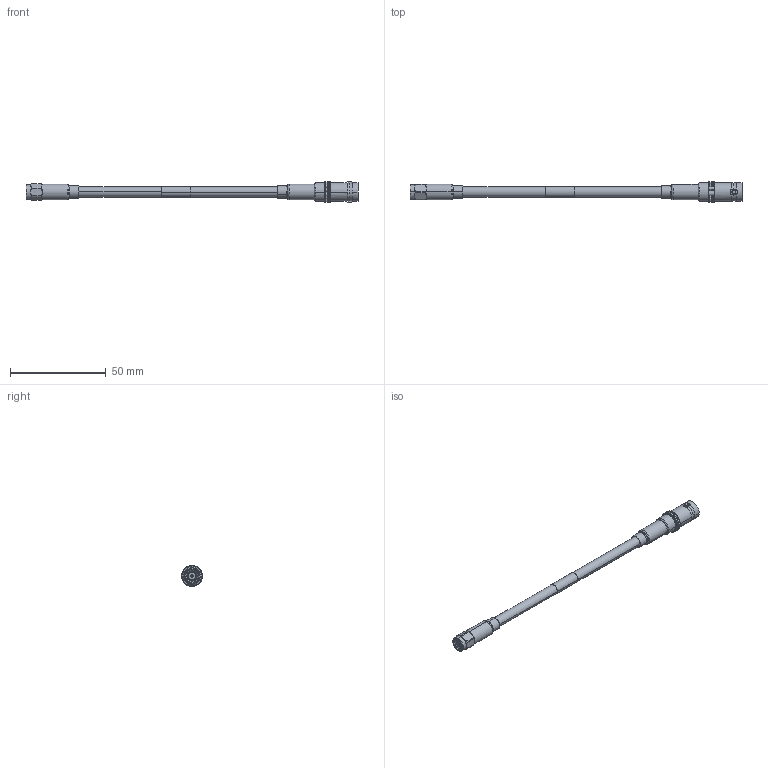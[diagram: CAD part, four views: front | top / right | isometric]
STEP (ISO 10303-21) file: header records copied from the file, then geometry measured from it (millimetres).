
FILE_DESCRIPTION (( 'STEP AP203' ), '1' );
FILE_NAME ('FMCA2701.STEP', '2022-03-09T17:03:24', ( '' ), ( '' ), 'SwSTEP 2.0', 'SolidWorks 2021', '' );
FILE_SCHEMA (( 'CONFIG_CONTROL_DESIGN' ));
Length unit declared in the file: millimetre
Products named in the file (8): SC7059-MA2; RG223_with label; FMCA2701; CA-240-MA1_.75" Long; SC7050-MA3_SC7050 -RG223; FMCN1573; SC7050_SC7050 -RG223; SC7050-MA1
Assembly tree (8 placements, depth 3):
  FMCA2701
    RG223_with label
    FMCN1573
    SC7050_SC7050 -RG223
      SC7050-MA1
      SC7059-MA2
      SC7050-MA3_SC7050 -RG223
    CA-240-MA1_.75" Long  x2
Bounding box: 173.56 x 10.89 x 10.9 mm (x, y, z)
Volume: 5037.3 mm3; surface area: 7854.5 mm2
Topology: 9 solids, 9 shells, 403 faces, 1017 edges, 649 vertices
Faces by surface type: cylinder 284, cone 52, plane 45, torus 22
Entity records: 12894 total; most frequent: DIRECTION 2324, CARTESIAN_POINT 2279, ORIENTED_EDGE 1946, AXIS2_PLACEMENT_3D 998, EDGE_CURVE 973, VERTEX_POINT 625, CIRCLE 605, EDGE_LOOP 410
